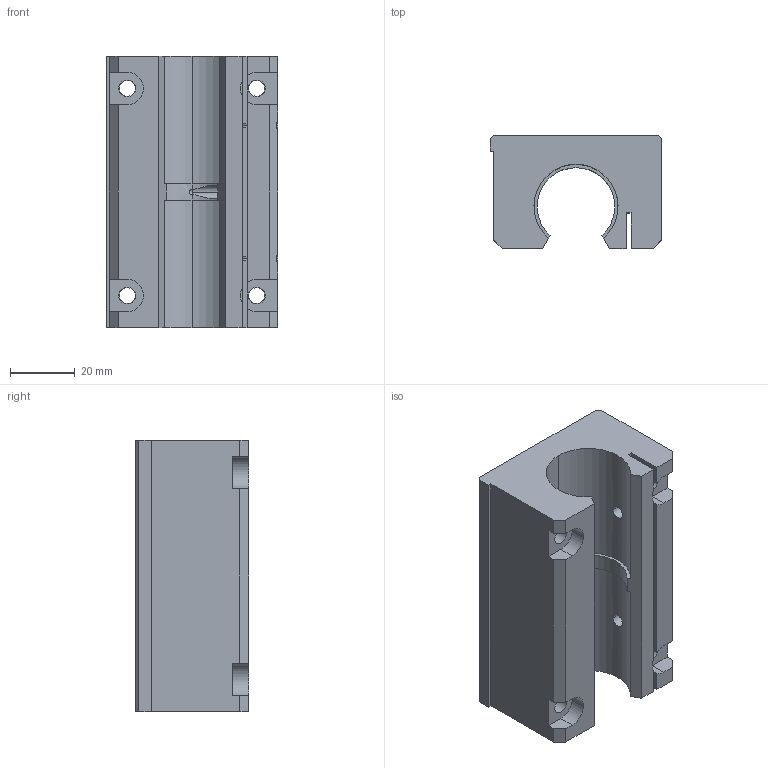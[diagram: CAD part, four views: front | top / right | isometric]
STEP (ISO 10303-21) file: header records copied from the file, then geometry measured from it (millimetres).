
FILE_DESCRIPTION( ( '' ), '1' );
FILE_NAME( 'tag_opaj_16_2_03.stp', '2008-04-10T05:42:34', ( '' ), ( '' ), ' ', ' ', ' ' );
FILE_SCHEMA( ( 'CONFIG_CONTROL_DESIGN' ) );
Length unit declared in the file: millimetre
Products named in the file (1): 1
Bounding box: 53 x 35 x 84 mm (x, y, z)
Volume: 99047 mm3; surface area: 25988.6 mm2
Topology: 1 solids, 1 shells, 115 faces, 319 edges, 206 vertices
Faces by surface type: plane 50, cylinder 46, cone 18, sphere 1
Entity records: 4032 total; most frequent: CARTESIAN_POINT 920, DIRECTION 654, ORIENTED_EDGE 638, EDGE_CURVE 319, AXIS2_PLACEMENT_3D 230, VERTEX_POINT 206, LINE 194, VECTOR 194
